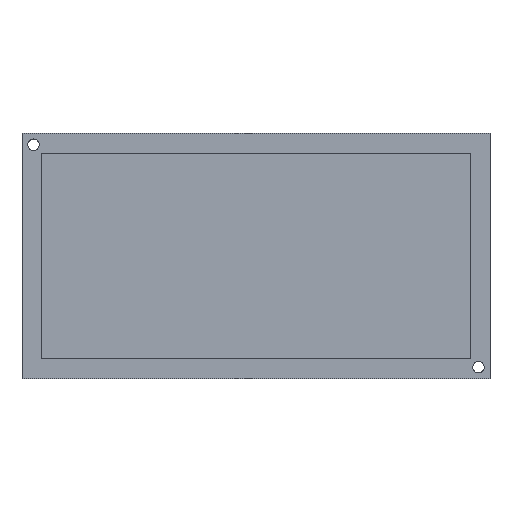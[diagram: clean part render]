
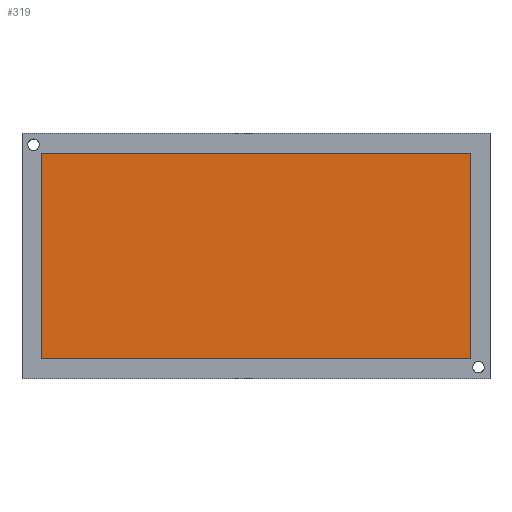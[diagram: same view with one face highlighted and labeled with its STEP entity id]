
A CAD part, top view. The second image highlights one B-rep face of the part: STEP entity #319.
In plain terms, the highlighted planar face has unit normal (0, 0, 1).
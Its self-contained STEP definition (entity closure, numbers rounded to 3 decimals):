
#30=PLANE('',#359);
#47=FACE_OUTER_BOUND('',#64,.T.);
#64=EDGE_LOOP('',(#278,#279,#280,#281));
#97=LINE('',#557,#127);
#100=LINE('',#563,#130);
#103=LINE('',#569,#133);
#106=LINE('',#573,#136);
#127=VECTOR('',#420,10.);
#130=VECTOR('',#425,10.);
#133=VECTOR('',#430,10.);
#136=VECTOR('',#435,10.);
#161=VERTEX_POINT('',#554);
#162=VERTEX_POINT('',#556);
#164=VERTEX_POINT('',#562);
#166=VERTEX_POINT('',#568);
#199=EDGE_CURVE('',#162,#161,#97,.T.);
#202=EDGE_CURVE('',#164,#162,#100,.T.);
#205=EDGE_CURVE('',#166,#164,#103,.T.);
#208=EDGE_CURVE('',#161,#166,#106,.T.);
#278=ORIENTED_EDGE('',*,*,#208,.T.);
#279=ORIENTED_EDGE('',*,*,#205,.T.);
#280=ORIENTED_EDGE('',*,*,#202,.T.);
#281=ORIENTED_EDGE('',*,*,#199,.T.);
#319=ADVANCED_FACE('',(#47),#30,.T.);
#359=AXIS2_PLACEMENT_3D('',#574,#436,#437);
#420=DIRECTION('',(-1.,0.,0.));
#425=DIRECTION('',(0.,1.,0.));
#430=DIRECTION('',(1.,0.,0.));
#435=DIRECTION('',(0.,-1.,0.));
#436=DIRECTION('center_axis',(0.,0.,1.));
#437=DIRECTION('ref_axis',(1.,0.,0.));
#554=CARTESIAN_POINT('',(3.5,39.5,6.));
#556=CARTESIAN_POINT('',(78.5,39.5,6.));
#557=CARTESIAN_POINT('',(78.5,39.5,6.));
#562=CARTESIAN_POINT('',(78.5,3.5,6.));
#563=CARTESIAN_POINT('',(78.5,3.5,6.));
#568=CARTESIAN_POINT('',(3.5,3.5,6.));
#569=CARTESIAN_POINT('',(3.5,3.5,6.));
#573=CARTESIAN_POINT('',(3.5,39.5,6.));
#574=CARTESIAN_POINT('Origin',(41.,21.5,6.));
